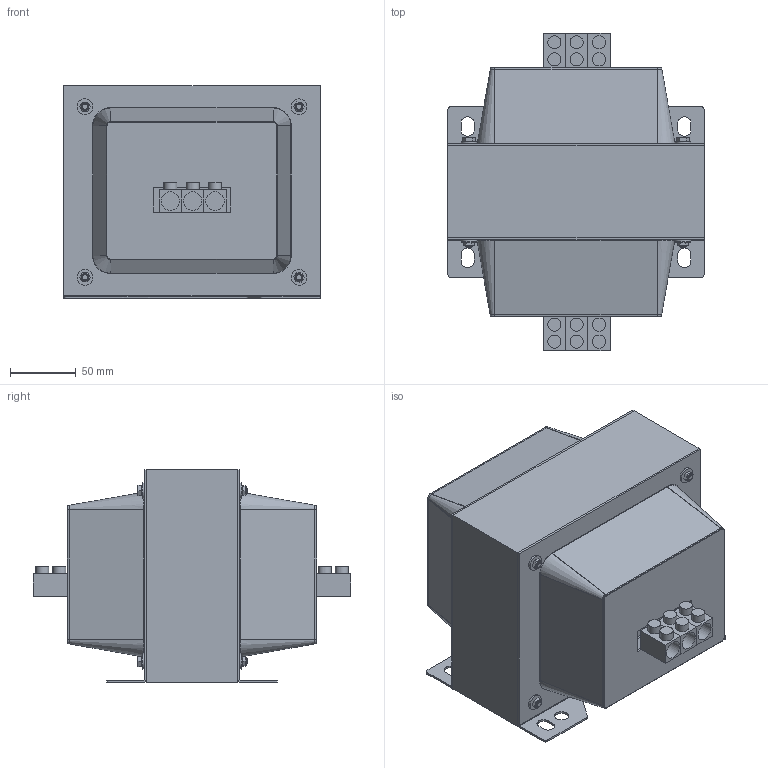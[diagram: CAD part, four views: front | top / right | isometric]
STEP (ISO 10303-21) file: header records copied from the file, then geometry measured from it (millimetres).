
FILE_DESCRIPTION(/* description */ (''),/* implementation_level */ '2;1');
FILE_NAME(/* name */ 'AMDS2250221.stp',/* time_stamp */ '2024-01-12T10:30:31+01:00',/* author */ ('velazquez'),/* organization */ (''),/* preprocessor_version */ 'ST-DEVELOPER v19.2',/* originating_system */ 'Autodesk Inventor 2023',/* authorisation */ '');
FILE_SCHEMA (('AUTOMOTIVE_DESIGN { 1 0 10303 214 3 1 1 }'));
Length unit declared in the file: millimetre
Products named in the file (8): AMDS2250221; centrador M5; DIN 934 - M4; DIN 933 - M5  x 80; EI195 x 162 - 70 (Rc65) Negro; FICHA 25 3 ELEMENTOS; FICHA 25; TAPA RC65 VENTANA 3 ELEMENTOS 25
Assembly tree (24 placements, depth 3):
  AMDS2250221
    centrador M5  x8
    DIN 934 - M4  x4
    DIN 933 - M5  x 80  x4
    EI195 x 162 - 70 (Rc65) Negro
    FICHA 25 3 ELEMENTOS  x2
      FICHA 25
    TAPA RC65 VENTANA 3 ELEMENTOS 25  x2
Bounding box: 195 x 242 x 162 mm (x, y, z)
Volume: 1873384.6 mm3; surface area: 410080.7 mm2
Topology: 25 solids, 25 shells, 420 faces, 930 edges, 584 vertices
Faces by surface type: plane 218, cylinder 114, cone 64, torus 24
Full cylindrical faces by diameter (mm): 3.242 x4, 4.567 x4, 5 x12, 5.9 x8, 6.7 x4, 9 x8, 10 x12, 11 x8, 12 x8, 14 x6
Entity records: 4759 total; most frequent: DIRECTION 792, CARTESIAN_POINT 786, ORIENTED_EDGE 688, EDGE_CURVE 344, AXIS2_PLACEMENT_3D 295, VERTEX_POINT 217, LINE 202, VECTOR 202
